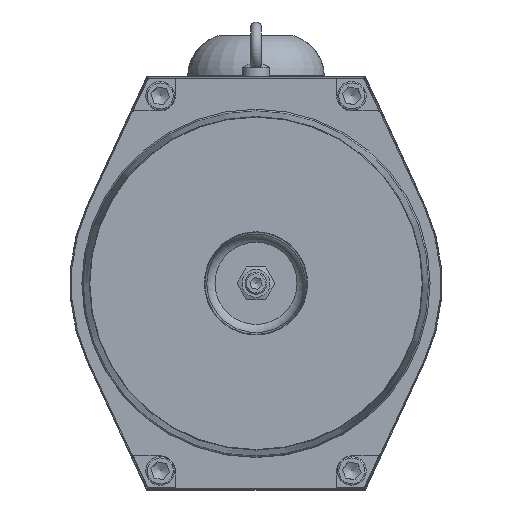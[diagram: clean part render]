
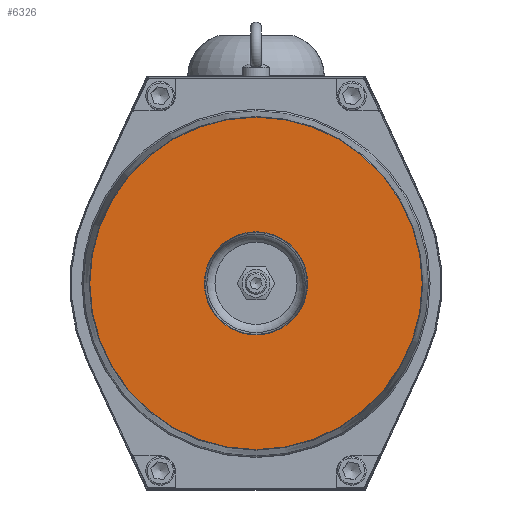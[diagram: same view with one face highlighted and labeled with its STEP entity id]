
A CAD part, front view. The second image highlights one B-rep face of the part: STEP entity #6326.
In plain terms, the highlighted planar face has unit normal (0, -1, 0).
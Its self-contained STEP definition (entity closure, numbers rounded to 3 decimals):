
#490=PLANE('',#7215);
#2697=ORIENTED_EDGE('',*,*,#3726,.F.);
#2698=ORIENTED_EDGE('',*,*,#3727,.F.);
#3726=EDGE_CURVE('',#4526,#4526,#4910,.T.);
#3727=EDGE_CURVE('',#4527,#4527,#4911,.T.);
#4526=VERTEX_POINT('',#12196);
#4527=VERTEX_POINT('',#12198);
#4910=CIRCLE('',#7216,121.452);
#4911=CIRCLE('',#7217,37.707);
#5371=EDGE_LOOP('',(#2697));
#5372=EDGE_LOOP('',(#2698));
#5882=FACE_BOUND('',#5371,.T.);
#5883=FACE_BOUND('',#5372,.T.);
#6326=ADVANCED_FACE('',(#5882,#5883),#490,.F.);
#7215=AXIS2_PLACEMENT_3D('',#12194,#8858,#8859);
#7216=AXIS2_PLACEMENT_3D('',#12195,#8860,#8861);
#7217=AXIS2_PLACEMENT_3D('',#12197,#8862,#8863);
#8858=DIRECTION('',(0.,1.,0.));
#8859=DIRECTION('',(1.,0.,0.));
#8860=DIRECTION('',(0.,1.,0.));
#8861=DIRECTION('',(1.,0.,0.));
#8862=DIRECTION('',(0.,-1.,0.));
#8863=DIRECTION('',(-1.,0.,0.));
#12194=CARTESIAN_POINT('',(0.,-341.5,278.25));
#12195=CARTESIAN_POINT('',(0.,-341.5,151.));
#12196=CARTESIAN_POINT('',(121.452,-341.5,151.));
#12197=CARTESIAN_POINT('',(0.,-341.5,151.));
#12198=CARTESIAN_POINT('',(-37.707,-341.5,151.));
